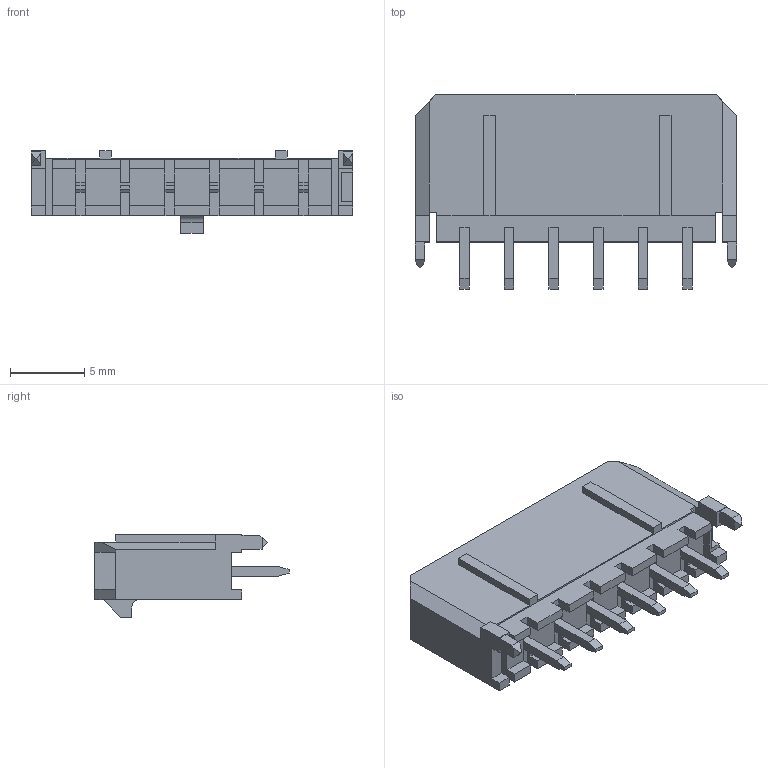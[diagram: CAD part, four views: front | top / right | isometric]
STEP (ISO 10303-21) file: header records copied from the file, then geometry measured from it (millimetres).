
FILE_DESCRIPTION((''),'2;1');
FILE_NAME('436500627','2010-11-19T',('gga'),(''),'PRO/ENGINEER BY PARAMETRIC TECHNOLOGY CORPORATION, 2003451','PRO/ENGINEER BY PARAMETRIC TECHNOLOGY CORPORATION, 2003451','');
FILE_SCHEMA(('CONFIG_CONTROL_DESIGN'));
Length unit declared in the file: millimetre
Products named in the file (1): 436500627
Bounding box: 21.64 x 13.08 x 5.57 mm (x, y, z)
Volume: 548.2 mm3; surface area: 1259.6 mm2
Topology: 1 solids, 1 shells, 251 faces, 670 edges, 434 vertices
Faces by surface type: plane 250, cylinder 1
Entity records: 7640 total; most frequent: CARTESIAN_POINT 1355, ORIENTED_EDGE 1340, DIRECTION 1174, EDGE_CURVE 670, VECTOR 668, LINE 668, VERTEX_POINT 434, EDGE_LOOP 264
